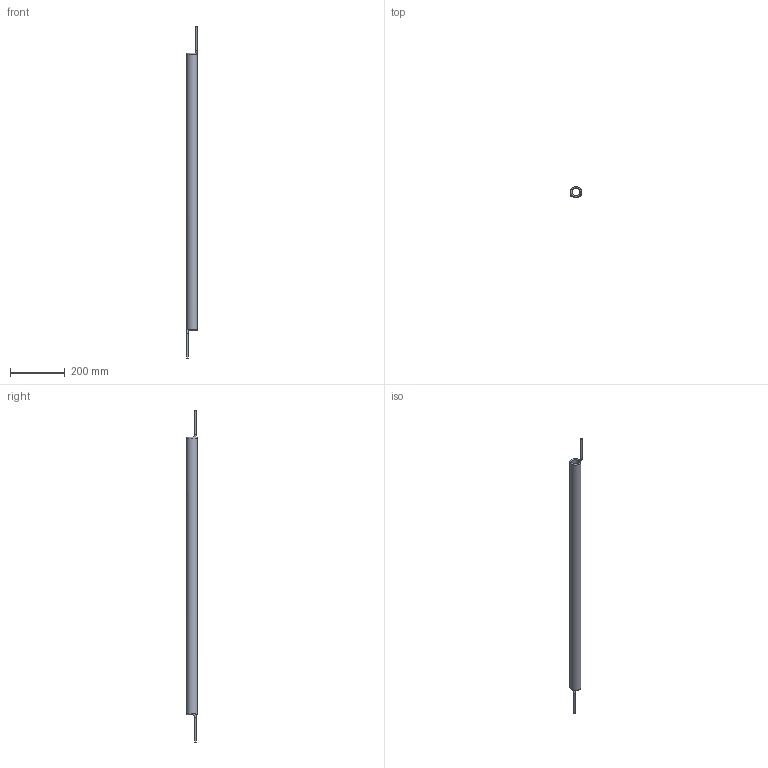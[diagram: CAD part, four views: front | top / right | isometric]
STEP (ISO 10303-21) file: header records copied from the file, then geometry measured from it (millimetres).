
FILE_DESCRIPTION(/* description */ ('STEP AP214'),/* implementation_level */ '2;1');
FILE_NAME(/* name */ '197592_PUN-6X1-S-6-BL',/* time_stamp */ '2024-09-13T20:44:49+02:00',/* author */ ('License CC BY-ND 4.0'),/* organization */ ('CADENAS'),/* preprocessor_version */ 'ST-DEVELOPER v19.3',/* originating_system */ 'PARTsolutions',/* authorisation */ ' ');
FILE_SCHEMA (('AUTOMOTIVE_DESIGN {1 0 10303 214 3 1 1}'));
Length unit declared in the file: millimetre
Products named in the file (1): 197592 PUN-6X1-S-6-BL---(1214)
Bounding box: 40 x 39.97 x 1214 mm (x, y, z)
Volume: 652293.6 mm3; surface area: 223833.6 mm2
Topology: 1 solids, 1 shells, 16 faces, 38 edges, 24 vertices
Faces by surface type: torus 8, cylinder 6, plane 2
Full cylindrical faces by diameter (mm): 4 x2, 6 x2, 28 x1, 40 x1
Entity records: 448 total; most frequent: CARTESIAN_POINT 131, DIRECTION 62, ORIENTED_EDGE 40, AXIS2_PLACEMENT_3D 31, EDGE_LOOP 30, FACE_BOUND 30, EDGE_CURVE 20, VERTEX_POINT 18
